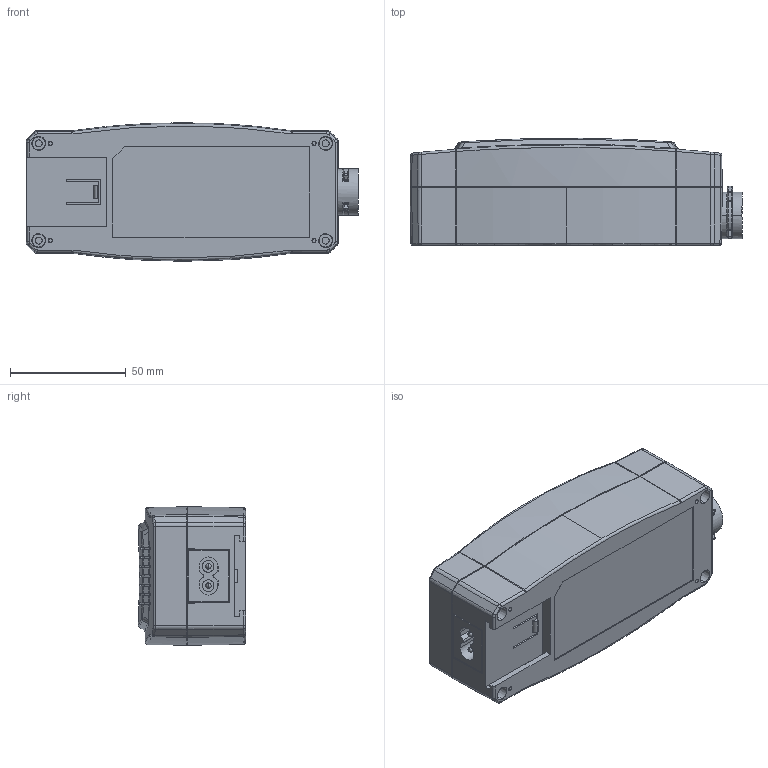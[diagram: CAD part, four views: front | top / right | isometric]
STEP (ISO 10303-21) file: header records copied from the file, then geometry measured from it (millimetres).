
FILE_DESCRIPTION (( 'STEP AP203' ), '1' );
FILE_NAME ('PD 12 ohne Haltelasche.STEP', '2011-10-07T11:07:19', ( '.' ), ( '.' ), 'SwSTEP 2.0', 'SolidWorks 2008', '' );
FILE_SCHEMA (( 'CONFIG_CONTROL_DESIGN' ));
Length unit declared in the file: millimetre
Products named in the file (1): PD 12 ohne Haltelasche
Bounding box: 143.5 x 46.32 x 59.87 mm (x, y, z)
Volume: 316842.7 mm3; surface area: 39838.5 mm2
Topology: 1 solids, 1 shells, 870 faces, 2296 edges, 1423 vertices
Faces by surface type: plane 322, bspline 243, cylinder 222, cone 81, torus 2
Entity records: 38513 total; most frequent: CARTESIAN_POINT 19547, ORIENTED_EDGE 4542, DIRECTION 3079, EDGE_CURVE 2271, VERTEX_POINT 1423, AXIS2_PLACEMENT_3D 1100, EDGE_LOOP 900, VECTOR 879
